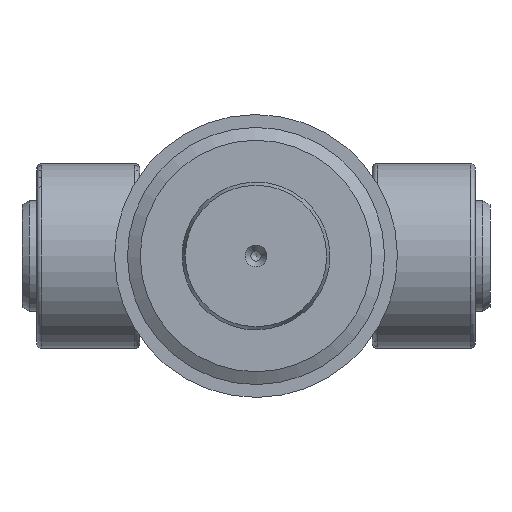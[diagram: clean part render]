
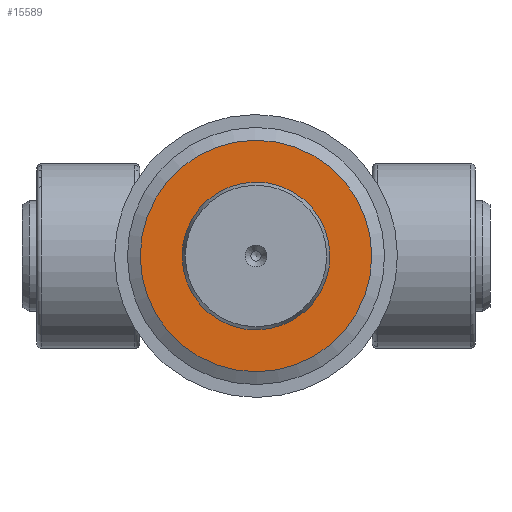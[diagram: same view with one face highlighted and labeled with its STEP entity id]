
A CAD part, front view. The second image highlights one B-rep face of the part: STEP entity #15589.
In plain terms, the highlighted face is planar.
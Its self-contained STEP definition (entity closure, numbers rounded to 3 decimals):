
#4017=PLANE('',#16507);
#4209=FACE_BOUND('',#6037,.T.);
#5068=FACE_OUTER_BOUND('',#6036,.T.);
#6036=EDGE_LOOP('',(#14597));
#6037=EDGE_LOOP('',(#14598));
#6300=CIRCLE('',#16504,45.);
#6302=CIRCLE('',#16508,28.753);
#7830=VERTEX_POINT('',#31707);
#7832=VERTEX_POINT('',#31713);
#10091=EDGE_CURVE('',#7830,#7830,#6300,.T.);
#10093=EDGE_CURVE('',#7832,#7832,#6302,.T.);
#14597=ORIENTED_EDGE('',*,*,#10091,.F.);
#14598=ORIENTED_EDGE('',*,*,#10093,.T.);
#15589=ADVANCED_FACE('',(#5068,#4209),#4017,.F.);
#16504=AXIS2_PLACEMENT_3D('',#31708,#19453,#19454);
#16507=AXIS2_PLACEMENT_3D('',#31712,#19459,#19460);
#16508=AXIS2_PLACEMENT_3D('',#31714,#19461,#19462);
#19453=DIRECTION('center_axis',(0.,0.,1.));
#19454=DIRECTION('ref_axis',(-1.,0.,0.));
#19459=DIRECTION('center_axis',(0.,0.,1.));
#19460=DIRECTION('ref_axis',(1.,0.,0.));
#19461=DIRECTION('center_axis',(0.,0.,1.));
#19462=DIRECTION('ref_axis',(1.,0.,0.));
#31707=CARTESIAN_POINT('',(45.,0.,0.));
#31708=CARTESIAN_POINT('Origin',(0.,0.,0.));
#31712=CARTESIAN_POINT('Origin',(0.,0.,
0.));
#31713=CARTESIAN_POINT('',(-28.753,0.,0.));
#31714=CARTESIAN_POINT('Origin',(0.,0.,0.));
